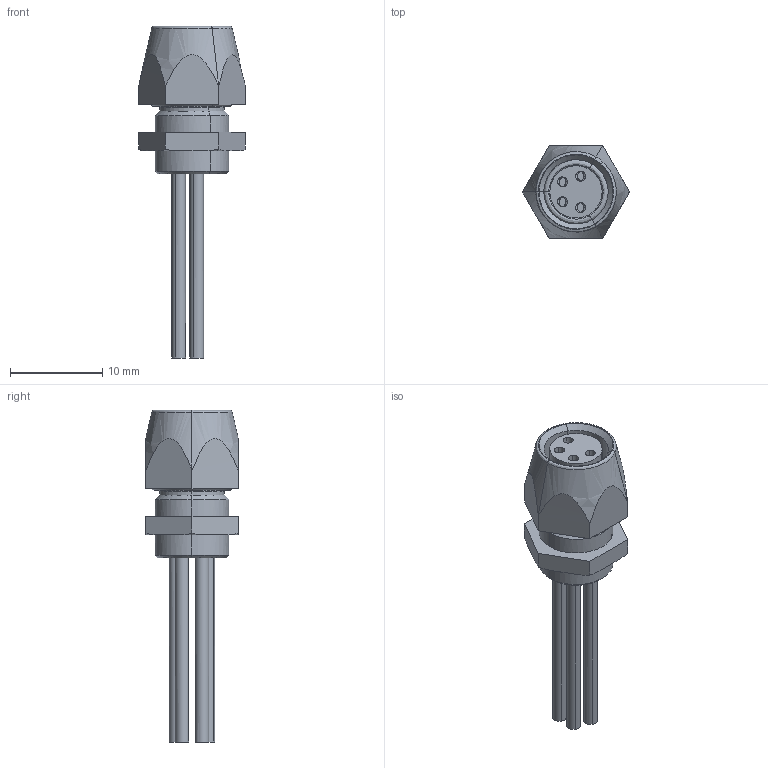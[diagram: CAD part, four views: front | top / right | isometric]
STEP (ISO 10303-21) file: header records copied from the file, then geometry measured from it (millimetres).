
FILE_DESCRIPTION(('CATIA V5 STEP Exchange','CAx-IF Rec.Pracs.--- Model Styling and Organization---1.5--- 2016-08-15','CAx-IF Rec.Pracs.---Supplemental Geometry---1.0---2011-11-01','CAx-IF Rec.Pracs.--- Composite Materials ---1.1---2010-07-15'),'2;1');
FILE_NAME ('023958-3_1', '2025-01-03T05:41:56+00:00', ('none'), ('Weidmueller'), 'CATIA Version 5-6 Release 2022 SP4 HF5', 'CATIA V5 STEP AP214 v3', 'none');
FILE_SCHEMA(('AUTOMOTIVE_DESIGN { 1 0 10303 214 1 1 1 1 }'));
Length unit declared in the file: millimetre
Products named in the file (1): 1856140000
Bounding box: 11.55 x 10 x 35.9 mm (x, y, z)
Volume: 958.3 mm3; surface area: 2183.3 mm2
Topology: 1 solids, 2 shells, 372 faces, 1022 edges, 664 vertices
Faces by surface type: bspline 265, plane 99, cylinder 8
Entity records: 13776 total; most frequent: CARTESIAN_POINT 7462, ORIENTED_EDGE 2044, EDGE_CURVE 1022, VERTEX_POINT 664, B_SPLINE_CURVE_WITH_KNOTS 433, EDGE_LOOP 400, ADVANCED_FACE 372, FACE_OUTER_BOUND 372
